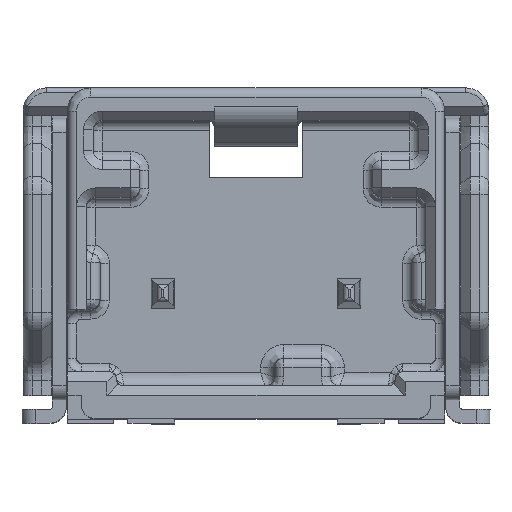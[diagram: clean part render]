
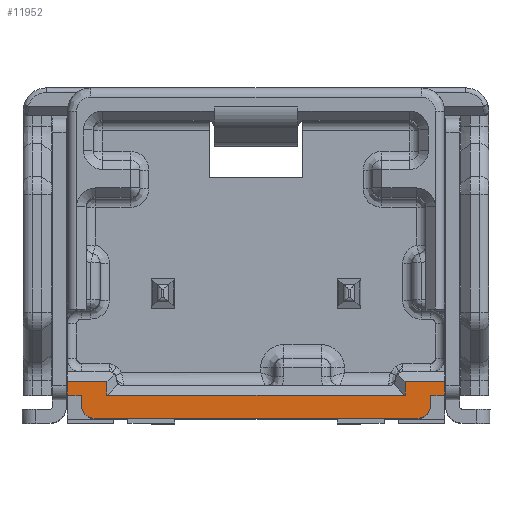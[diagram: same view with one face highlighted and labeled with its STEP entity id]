
A CAD part, top view. The second image highlights one B-rep face of the part: STEP entity #11952.
In plain terms, the highlighted planar face has unit normal (0, 0, 1).
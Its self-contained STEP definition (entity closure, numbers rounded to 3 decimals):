
#168 = VERTEX_POINT ( 'NONE', #1662 ) ;
#249 = CARTESIAN_POINT ( 'NONE',  ( 3.75, 0.4, 0. ) ) ;
#252 = EDGE_CURVE ( 'NONE', #6544, #1902, #2334, .T. ) ;
#411 = VECTOR ( 'NONE', #4341, 1000. ) ;
#843 = DIRECTION ( 'NONE',  ( 1., 0., 0. ) ) ;
#1169 = CARTESIAN_POINT ( 'NONE',  ( 3.75, 0.6, 0. ) ) ;
#1171 = CARTESIAN_POINT ( 'NONE',  ( 0., 0.6, 0. ) ) ;
#1214 = VERTEX_POINT ( 'NONE', #5578 ) ;
#1273 = EDGE_CURVE ( 'NONE', #6702, #19291, #18226, .T. ) ;
#1301 = PLANE ( 'NONE',  #17274 ) ;
#1662 = CARTESIAN_POINT ( 'NONE',  ( -3.2, 0.6, 0. ) ) ;
#1686 = DIRECTION ( 'NONE',  ( 1., 0., 0. ) ) ;
#1902 = VERTEX_POINT ( 'NONE', #10218 ) ;
#1979 = DIRECTION ( 'NONE',  ( 0., 0., -1. ) ) ;
#2097 = VECTOR ( 'NONE', #4499, 1000. ) ;
#2273 = VECTOR ( 'NONE', #13007, 1000. ) ;
#2307 = ORIENTED_EDGE ( 'NONE', *, *, #8378, .F. ) ;
#2334 = LINE ( 'NONE', #15487, #16563 ) ;
#2456 = LINE ( 'NONE', #1171, #10453 ) ;
#2515 = LINE ( 'NONE', #5448, #2273 ) ;
#2535 = DIRECTION ( 'NONE',  ( 1., 0., 0. ) ) ;
#2781 = CARTESIAN_POINT ( 'NONE',  ( 0., 3.65, 0. ) ) ;
#2816 = EDGE_CURVE ( 'NONE', #1214, #168, #18490, .T. ) ;
#2900 = CARTESIAN_POINT ( 'NONE',  ( 4.05, 0.1, 0. ) ) ;
#3131 = CARTESIAN_POINT ( 'NONE',  ( -4.05, 0.1, 0. ) ) ;
#3308 = VERTEX_POINT ( 'NONE', #19142 ) ;
#3926 = DIRECTION ( 'NONE',  ( 0., 1., 0. ) ) ;
#4066 = ORIENTED_EDGE ( 'NONE', *, *, #17525, .F. ) ;
#4257 = CARTESIAN_POINT ( 'NONE',  ( -3.75, 0., 0. ) ) ;
#4341 = DIRECTION ( 'NONE',  ( -1., 0., 0. ) ) ;
#4499 = DIRECTION ( 'NONE',  ( 0., 1., 0. ) ) ;
#4636 = CARTESIAN_POINT ( 'NONE',  ( 3.2, 0.6, 0. ) ) ;
#4869 = VERTEX_POINT ( 'NONE', #16338 ) ;
#4976 = ORIENTED_EDGE ( 'NONE', *, *, #2816, .F. ) ;
#5114 = CARTESIAN_POINT ( 'NONE',  ( -3.45, 0.1, 0. ) ) ;
#5190 = EDGE_CURVE ( 'NONE', #6544, #3308, #10249, .T. ) ;
#5264 = LINE ( 'NONE', #8303, #12085 ) ;
#5304 = CARTESIAN_POINT ( 'NONE',  ( 3.45, 0.4, 0. ) ) ;
#5324 = VERTEX_POINT ( 'NONE', #18257 ) ;
#5448 = CARTESIAN_POINT ( 'NONE',  ( 3.2, 3.65, 0. ) ) ;
#5578 = CARTESIAN_POINT ( 'NONE',  ( -3.2, 0.9, 0. ) ) ;
#5625 = DIRECTION ( 'NONE',  ( 0., -1., 0. ) ) ;
#5646 = DIRECTION ( 'NONE',  ( 0., -1., 0. ) ) ;
#5927 = ORIENTED_EDGE ( 'NONE', *, *, #252, .T. ) ;
#6544 = VERTEX_POINT ( 'NONE', #5114 ) ;
#6702 = VERTEX_POINT ( 'NONE', #12162 ) ;
#6899 = VECTOR ( 'NONE', #3926, 1000. ) ;
#7215 = VECTOR ( 'NONE', #5646, 1000. ) ;
#7419 = EDGE_CURVE ( 'NONE', #19291, #1214, #5264, .T. ) ;
#8303 = CARTESIAN_POINT ( 'NONE',  ( 0., 0.9, 0. ) ) ;
#8378 = EDGE_CURVE ( 'NONE', #4869, #6702, #2456, .T. ) ;
#8478 = FACE_OUTER_BOUND ( 'NONE', #14071, .T. ) ;
#8567 = VECTOR ( 'NONE', #2535, 1000. ) ;
#8665 = ORIENTED_EDGE ( 'NONE', *, *, #10996, .F. ) ;
#8719 = ORIENTED_EDGE ( 'NONE', *, *, #13544, .F. ) ;
#8906 = VERTEX_POINT ( 'NONE', #249 ) ;
#9003 = LINE ( 'NONE', #2900, #7215 ) ;
#9379 = EDGE_CURVE ( 'NONE', #8906, #1902, #18927, .T. ) ;
#9849 = DIRECTION ( 'NONE',  ( 0., 0., -1. ) ) ;
#10218 = CARTESIAN_POINT ( 'NONE',  ( 3.45, 0.1, 0. ) ) ;
#10249 = CIRCLE ( 'NONE', #12759, 0.3 ) ;
#10453 = VECTOR ( 'NONE', #13233, 1000. ) ;
#10546 = ORIENTED_EDGE ( 'NONE', *, *, #17437, .F. ) ;
#10638 = ORIENTED_EDGE ( 'NONE', *, *, #17907, .T. ) ;
#10996 = EDGE_CURVE ( 'NONE', #13467, #15629, #17443, .T. ) ;
#11952 = ADVANCED_FACE ( 'NONE', ( #8478 ), #1301, .F. ) ;
#12040 = AXIS2_PLACEMENT_3D ( 'NONE', #5304, #1979, #12766 ) ;
#12085 = VECTOR ( 'NONE', #843, 1000. ) ;
#12162 = CARTESIAN_POINT ( 'NONE',  ( -4.05, 0.6, 0. ) ) ;
#12217 = LINE ( 'NONE', #16744, #16314 ) ;
#12264 = LINE ( 'NONE', #15215, #411 ) ;
#12741 = DIRECTION ( 'NONE',  ( 1., 0., 0. ) ) ;
#12759 = AXIS2_PLACEMENT_3D ( 'NONE', #14926, #17877, #1686 ) ;
#12766 = DIRECTION ( 'NONE',  ( -1., 0., 0. ) ) ;
#13007 = DIRECTION ( 'NONE',  ( 0., 1., 0. ) ) ;
#13233 = DIRECTION ( 'NONE',  ( -1., 0., 0. ) ) ;
#13313 = VECTOR ( 'NONE', #16945, 1000. ) ;
#13467 = VERTEX_POINT ( 'NONE', #14521 ) ;
#13491 = VERTEX_POINT ( 'NONE', #4636 ) ;
#13505 = CARTESIAN_POINT ( 'NONE',  ( 3.75, 0.6, 0. ) ) ;
#13544 = EDGE_CURVE ( 'NONE', #5324, #14208, #12264, .T. ) ;
#14032 = CARTESIAN_POINT ( 'NONE',  ( 4.05, 0.9, 0. ) ) ;
#14071 = EDGE_LOOP ( 'NONE', ( #8719, #10546, #8665, #17600, #4066, #4976, #15128, #16953, #2307, #17894, #18399, #5927, #18150, #10638 ) ) ;
#14208 = VERTEX_POINT ( 'NONE', #13505 ) ;
#14470 = CARTESIAN_POINT ( 'NONE',  ( -4.05, 0.9, 0. ) ) ;
#14521 = CARTESIAN_POINT ( 'NONE',  ( 3.2, 0.9, 0. ) ) ;
#14926 = CARTESIAN_POINT ( 'NONE',  ( -3.45, 0.4, 0. ) ) ;
#15128 = ORIENTED_EDGE ( 'NONE', *, *, #7419, .F. ) ;
#15215 = CARTESIAN_POINT ( 'NONE',  ( 0., 0.6, 0. ) ) ;
#15487 = CARTESIAN_POINT ( 'NONE',  ( 4.05, 0.1, 0. ) ) ;
#15629 = VERTEX_POINT ( 'NONE', #14032 ) ;
#15981 = CARTESIAN_POINT ( 'NONE',  ( 0., 0.9, 0. ) ) ;
#16314 = VECTOR ( 'NONE', #18489, 1000. ) ;
#16338 = CARTESIAN_POINT ( 'NONE',  ( -3.75, 0.6, 0. ) ) ;
#16563 = VECTOR ( 'NONE', #12741, 1000. ) ;
#16744 = CARTESIAN_POINT ( 'NONE',  ( 0., 0.6, 0. ) ) ;
#16945 = DIRECTION ( 'NONE',  ( 0., -1., 0. ) ) ;
#16947 = VECTOR ( 'NONE', #5625, 1000. ) ;
#16953 = ORIENTED_EDGE ( 'NONE', *, *, #1273, .F. ) ;
#17274 = AXIS2_PLACEMENT_3D ( 'NONE', #2781, #9849, #17588 ) ;
#17437 = EDGE_CURVE ( 'NONE', #15629, #5324, #9003, .T. ) ;
#17443 = LINE ( 'NONE', #15981, #8567 ) ;
#17525 = EDGE_CURVE ( 'NONE', #168, #13491, #12217, .T. ) ;
#17588 = DIRECTION ( 'NONE',  ( 1., 0., 0. ) ) ;
#17600 = ORIENTED_EDGE ( 'NONE', *, *, #19222, .F. ) ;
#17755 = EDGE_CURVE ( 'NONE', #4869, #3308, #17892, .T. ) ;
#17877 = DIRECTION ( 'NONE',  ( 0., 0., -1. ) ) ;
#17892 = LINE ( 'NONE', #4257, #16947 ) ;
#17894 = ORIENTED_EDGE ( 'NONE', *, *, #17755, .T. ) ;
#17907 = EDGE_CURVE ( 'NONE', #8906, #14208, #19028, .T. ) ;
#18150 = ORIENTED_EDGE ( 'NONE', *, *, #9379, .F. ) ;
#18226 = LINE ( 'NONE', #3131, #2097 ) ;
#18257 = CARTESIAN_POINT ( 'NONE',  ( 4.05, 0.6, 0. ) ) ;
#18399 = ORIENTED_EDGE ( 'NONE', *, *, #5190, .F. ) ;
#18402 = CARTESIAN_POINT ( 'NONE',  ( -3.2, 3.65, 0. ) ) ;
#18489 = DIRECTION ( 'NONE',  ( 1., 0., 0. ) ) ;
#18490 = LINE ( 'NONE', #18402, #13313 ) ;
#18927 = CIRCLE ( 'NONE', #12040, 0.3 ) ;
#19028 = LINE ( 'NONE', #1169, #6899 ) ;
#19142 = CARTESIAN_POINT ( 'NONE',  ( -3.75, 0.4, 0. ) ) ;
#19222 = EDGE_CURVE ( 'NONE', #13491, #13467, #2515, .T. ) ;
#19291 = VERTEX_POINT ( 'NONE', #14470 ) ;
